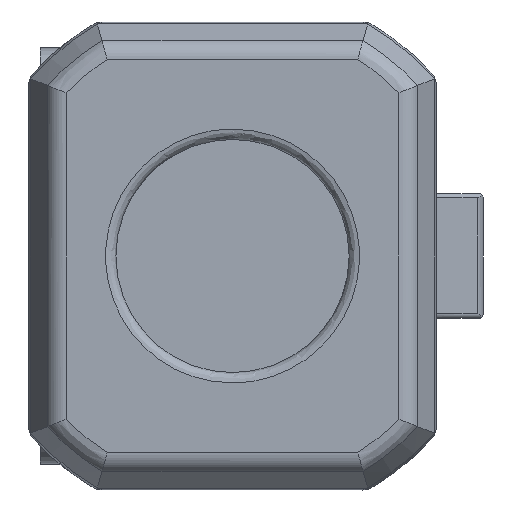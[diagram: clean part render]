
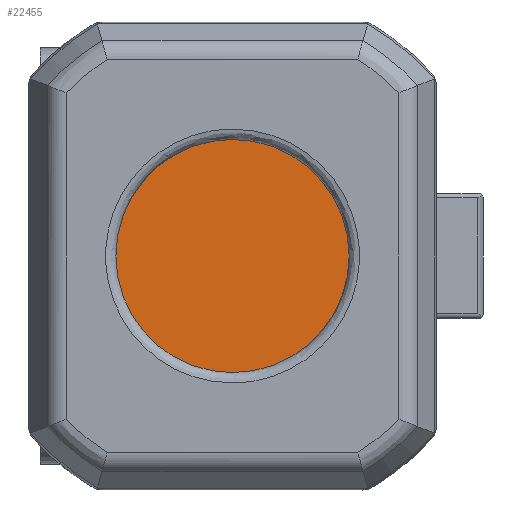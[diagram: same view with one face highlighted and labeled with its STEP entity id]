
A CAD part, left-side view. The second image highlights one B-rep face of the part: STEP entity #22455.
In plain terms, the highlighted planar face has unit normal (-1, 0, 0).
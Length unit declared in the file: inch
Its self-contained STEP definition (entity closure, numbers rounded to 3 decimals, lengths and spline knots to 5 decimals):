
#1298 = CARTESIAN_POINT ( 'NONE',  ( -1.56517, 0.03983, 0. ) ) ;
#2740 = AXIS2_PLACEMENT_3D ( 'NONE', #8759, #16498, #14846 ) ;
#2837 = DIRECTION ( 'NONE',  ( 0., 0., 1. ) ) ;
#8759 = CARTESIAN_POINT ( 'NONE',  ( -1.56517, -0.22612, 0.38178 ) ) ;
#8989 = CARTESIAN_POINT ( 'NONE',  ( -1.56517, 0.03983, 0.35 ) ) ;
#9477 = ORIENTED_EDGE ( 'NONE', *, *, #11840, .T. ) ;
#10923 = PLANE ( 'NONE',  #2740 ) ;
#11840 = EDGE_CURVE ( 'NONE', #22714, #22714, #18660, .T. ) ;
#12449 = FACE_OUTER_BOUND ( 'NONE', #21273, .T. ) ;
#14167 = AXIS2_PLACEMENT_3D ( 'NONE', #1298, #20283, #2837 ) ;
#14846 = DIRECTION ( 'NONE',  ( 0., 0., -1. ) ) ;
#16498 = DIRECTION ( 'NONE',  ( 1., 0., 0. ) ) ;
#18660 = CIRCLE ( 'NONE', #14167, 0.35 ) ;
#20283 = DIRECTION ( 'NONE',  ( -1., 0., 0. ) ) ;
#21273 = EDGE_LOOP ( 'NONE', ( #9477 ) ) ;
#22455 = ADVANCED_FACE ( 'NONE', ( #12449 ), #10923, .F. ) ;
#22714 = VERTEX_POINT ( 'NONE', #8989 ) ;
